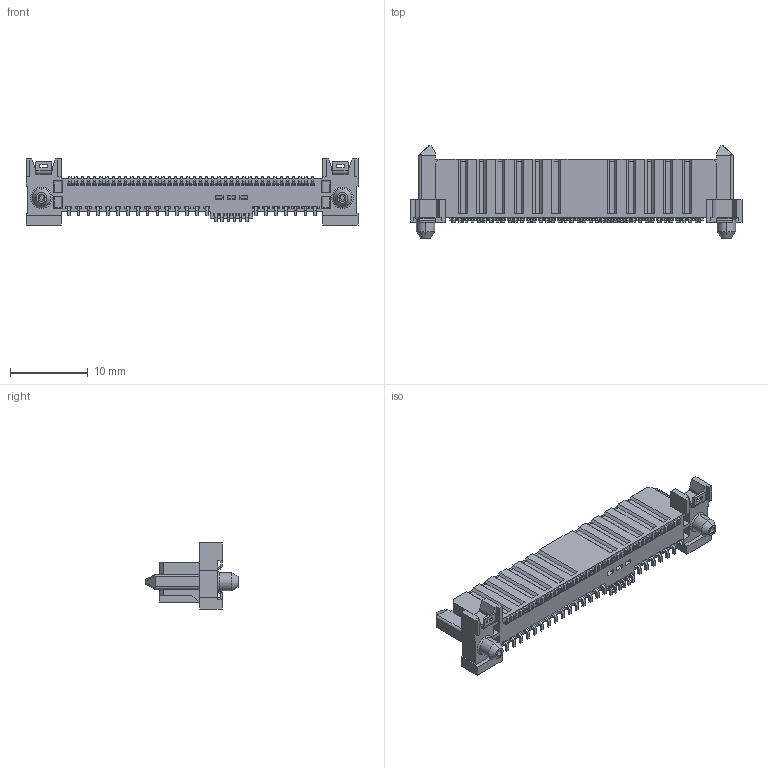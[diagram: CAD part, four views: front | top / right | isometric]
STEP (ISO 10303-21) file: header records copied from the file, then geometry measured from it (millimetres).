
FILE_DESCRIPTION (( 'STEP AP214' ), '1' );
FILE_NAME ('S-52961-xxxxx-vxx(QUANTA)-rev-proposal.STEP', '2020-11-04T08:14:27', ( '' ), ( '' ), 'SwSTEP 2.0', 'SolidWorks 2012', '' );
FILE_SCHEMA (( 'AUTOMOTIVE_DESIGN' ));
Length unit declared in the file: millimetre
Products named in the file (1): S-52961-xxxxx-vxx(QUANTA)-rev-proposal
Bounding box: 42.73 x 11.85 x 8.5 mm (x, y, z)
Volume: 1109.3 mm3; surface area: 1931.4 mm2
Topology: 1 solids, 6 shells, 2358 faces, 6192 edges, 3930 vertices
Faces by surface type: plane 1962, cylinder 380, cone 8, torus 4, bspline 4
Entity records: 71518 total; most frequent: CARTESIAN_POINT 12619, ORIENTED_EDGE 12384, DIRECTION 11770, EDGE_CURVE 6192, VECTOR 5260, LINE 5260, VERTEX_POINT 3930, AXIS2_PLACEMENT_3D 3255
